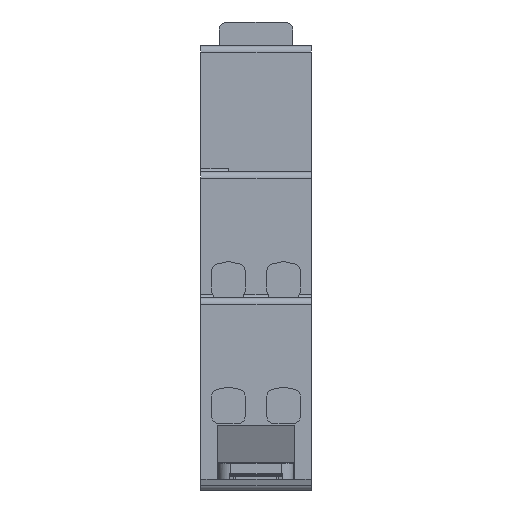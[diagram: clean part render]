
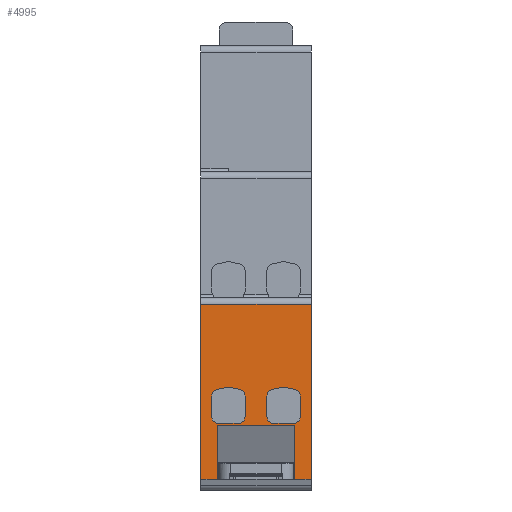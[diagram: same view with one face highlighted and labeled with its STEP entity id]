
A CAD part, front view. The second image highlights one B-rep face of the part: STEP entity #4995.
In plain terms, the highlighted planar face has unit normal (0, -1, 0).
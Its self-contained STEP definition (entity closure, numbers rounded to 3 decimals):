
#4995=ADVANCED_FACE('',(#6072,#6073,#6074),#5603,.T.);
#5603=PLANE('',#17404);
#6072=FACE_BOUND('',#6242,.T.);
#6073=FACE_BOUND('',#6243,.T.);
#6074=FACE_BOUND('',#6244,.T.);
#6242=EDGE_LOOP('',(#7883,#7884,#7885,#7886,#7887,#7888,#7889,#7890));
#6243=EDGE_LOOP('',(#7891,#7892,#7893,#7894,#7895,#7896,#7897,#7898,#7899));
#6244=EDGE_LOOP('',(#7900,#7901,#7902,#7903,#7904,#7905,#7906,#7907,#7908));
#6986=CIRCLE('',#17396,1.1);
#6987=CIRCLE('',#17397,1.1);
#6988=CIRCLE('',#17398,1.1);
#6989=CIRCLE('',#17399,1.1);
#6990=CIRCLE('',#17400,1.1);
#6991=CIRCLE('',#17401,1.1);
#6992=CIRCLE('',#17402,1.1);
#6993=CIRCLE('',#17403,1.1);
#7883=ORIENTED_EDGE('',*,*,#12534,.T.);
#7884=ORIENTED_EDGE('',*,*,#12323,.T.);
#7885=ORIENTED_EDGE('',*,*,#12529,.T.);
#7886=ORIENTED_EDGE('',*,*,#12535,.T.);
#7887=ORIENTED_EDGE('',*,*,#12536,.T.);
#7888=ORIENTED_EDGE('',*,*,#12537,.T.);
#7889=ORIENTED_EDGE('',*,*,#12530,.T.);
#7890=ORIENTED_EDGE('',*,*,#12429,.T.);
#7891=ORIENTED_EDGE('',*,*,#12538,.T.);
#7892=ORIENTED_EDGE('',*,*,#12539,.T.);
#7893=ORIENTED_EDGE('',*,*,#12540,.T.);
#7894=ORIENTED_EDGE('',*,*,#12541,.T.);
#7895=ORIENTED_EDGE('',*,*,#12542,.T.);
#7896=ORIENTED_EDGE('',*,*,#12543,.T.);
#7897=ORIENTED_EDGE('',*,*,#12544,.T.);
#7898=ORIENTED_EDGE('',*,*,#12545,.T.);
#7899=ORIENTED_EDGE('',*,*,#12546,.T.);
#7900=ORIENTED_EDGE('',*,*,#12547,.T.);
#7901=ORIENTED_EDGE('',*,*,#12548,.T.);
#7902=ORIENTED_EDGE('',*,*,#12549,.T.);
#7903=ORIENTED_EDGE('',*,*,#12550,.T.);
#7904=ORIENTED_EDGE('',*,*,#12551,.T.);
#7905=ORIENTED_EDGE('',*,*,#12552,.T.);
#7906=ORIENTED_EDGE('',*,*,#12553,.T.);
#7907=ORIENTED_EDGE('',*,*,#12554,.T.);
#7908=ORIENTED_EDGE('',*,*,#12555,.T.);
#11113=VERTEX_POINT('',#22498);
#11114=VERTEX_POINT('',#22500);
#11197=VERTEX_POINT('',#22721);
#11198=VERTEX_POINT('',#22723);
#11265=VERTEX_POINT('',#22926);
#11266=VERTEX_POINT('',#22928);
#11269=VERTEX_POINT('',#22937);
#11270=VERTEX_POINT('',#22939);
#11271=VERTEX_POINT('',#22942);
#11272=VERTEX_POINT('',#22943);
#11273=VERTEX_POINT('',#22945);
#11274=VERTEX_POINT('',#22947);
#11275=VERTEX_POINT('',#22949);
#11276=VERTEX_POINT('',#22951);
#11277=VERTEX_POINT('',#22953);
#11278=VERTEX_POINT('',#22955);
#11279=VERTEX_POINT('',#22957);
#11280=VERTEX_POINT('',#22960);
#11281=VERTEX_POINT('',#22961);
#11282=VERTEX_POINT('',#22963);
#11283=VERTEX_POINT('',#22965);
#11284=VERTEX_POINT('',#22967);
#11285=VERTEX_POINT('',#22969);
#11286=VERTEX_POINT('',#22971);
#11287=VERTEX_POINT('',#22973);
#11288=VERTEX_POINT('',#22975);
#12323=EDGE_CURVE('',#11114,#11113,#14026,.T.);
#12429=EDGE_CURVE('',#11198,#11197,#14074,.T.);
#12529=EDGE_CURVE('',#11113,#11265,#14152,.T.);
#12530=EDGE_CURVE('',#11266,#11198,#14153,.T.);
#12534=EDGE_CURVE('',#11197,#11114,#14157,.T.);
#12535=EDGE_CURVE('',#11265,#11269,#14158,.T.);
#12536=EDGE_CURVE('',#11269,#11270,#14159,.T.);
#12537=EDGE_CURVE('',#11270,#11266,#14160,.T.);
#12538=EDGE_CURVE('',#11271,#11272,#14161,.T.);
#12539=EDGE_CURVE('',#11272,#11273,#6986,.T.);
#12540=EDGE_CURVE('',#11273,#11274,#14162,.T.);
#12541=EDGE_CURVE('',#11274,#11275,#6987,.T.);
#12542=EDGE_CURVE('',#11275,#11276,#14163,.T.);
#12543=EDGE_CURVE('',#11276,#11277,#6988,.T.);
#12544=EDGE_CURVE('',#11277,#11278,#14164,.T.);
#12545=EDGE_CURVE('',#11278,#11279,#14165,.T.);
#12546=EDGE_CURVE('',#11279,#11271,#6989,.T.);
#12547=EDGE_CURVE('',#11280,#11281,#14166,.T.);
#12548=EDGE_CURVE('',#11281,#11282,#6990,.T.);
#12549=EDGE_CURVE('',#11282,#11283,#14167,.T.);
#12550=EDGE_CURVE('',#11283,#11284,#6991,.T.);
#12551=EDGE_CURVE('',#11284,#11285,#14168,.T.);
#12552=EDGE_CURVE('',#11285,#11286,#6992,.T.);
#12553=EDGE_CURVE('',#11286,#11287,#14169,.T.);
#12554=EDGE_CURVE('',#11287,#11288,#14170,.T.);
#12555=EDGE_CURVE('',#11288,#11280,#6993,.T.);
#14026=LINE('',#22499,#15331);
#14074=LINE('',#22722,#15379);
#14152=LINE('',#22925,#15457);
#14153=LINE('',#22927,#15458);
#14157=LINE('',#22935,#15462);
#14158=LINE('',#22936,#15463);
#14159=LINE('',#22938,#15464);
#14160=LINE('',#22940,#15465);
#14161=LINE('',#22941,#15466);
#14162=LINE('',#22946,#15467);
#14163=LINE('',#22950,#15468);
#14164=LINE('',#22954,#15469);
#14165=LINE('',#22956,#15470);
#14166=LINE('',#22959,#15471);
#14167=LINE('',#22964,#15472);
#14168=LINE('',#22968,#15473);
#14169=LINE('',#22972,#15474);
#14170=LINE('',#22974,#15475);
#15331=VECTOR('',#18603,1.);
#15379=VECTOR('',#18777,1.);
#15457=VECTOR('',#18963,1.);
#15458=VECTOR('',#18964,1.);
#15462=VECTOR('',#18970,1.);
#15463=VECTOR('',#18971,1.);
#15464=VECTOR('',#18972,1.);
#15465=VECTOR('',#18973,1.);
#15466=VECTOR('',#18974,1.);
#15467=VECTOR('',#18977,1.);
#15468=VECTOR('',#18980,1.);
#15469=VECTOR('',#18983,1.);
#15470=VECTOR('',#18984,1.);
#15471=VECTOR('',#18987,1.);
#15472=VECTOR('',#18990,1.);
#15473=VECTOR('',#18993,1.);
#15474=VECTOR('',#18996,1.);
#15475=VECTOR('',#18997,1.);
#17396=AXIS2_PLACEMENT_3D('',#22944,#18975,#18976);
#17397=AXIS2_PLACEMENT_3D('',#22948,#18978,#18979);
#17398=AXIS2_PLACEMENT_3D('',#22952,#18981,#18982);
#17399=AXIS2_PLACEMENT_3D('',#22958,#18985,#18986);
#17400=AXIS2_PLACEMENT_3D('',#22962,#18988,#18989);
#17401=AXIS2_PLACEMENT_3D('',#22966,#18991,#18992);
#17402=AXIS2_PLACEMENT_3D('',#22970,#18994,#18995);
#17403=AXIS2_PLACEMENT_3D('',#22976,#18998,#18999);
#17404=AXIS2_PLACEMENT_3D('',#22977,#19000,#19001);
#18603=DIRECTION('',(0.,0.,-1.));
#18777=DIRECTION('',(0.,0.,1.));
#18963=DIRECTION('',(1.,0.,0.));
#18964=DIRECTION('',(1.,0.,0.));
#18970=DIRECTION('',(-1.,0.,0.));
#18971=DIRECTION('',(0.,0.,1.));
#18972=DIRECTION('',(1.,0.,0.));
#18973=DIRECTION('',(0.,0.,-1.));
#18974=DIRECTION('',(0.,0.,-1.));
#18975=DIRECTION('',(0.,1.,0.));
#18976=DIRECTION('',(1.,0.,0.));
#18977=DIRECTION('',(-1.,0.,0.));
#18978=DIRECTION('',(0.,1.,0.));
#18979=DIRECTION('',(1.,0.,0.));
#18980=DIRECTION('',(0.,0.,1.));
#18981=DIRECTION('',(0.,1.,0.));
#18982=DIRECTION('',(1.,0.,0.));
#18983=DIRECTION('',(0.979,0.,0.205));
#18984=DIRECTION('',(0.979,0.,-0.205));
#18985=DIRECTION('',(0.,1.,0.));
#18986=DIRECTION('',(1.,0.,0.));
#18987=DIRECTION('',(0.,0.,-1.));
#18988=DIRECTION('',(0.,1.,0.));
#18989=DIRECTION('',(1.,0.,0.));
#18990=DIRECTION('',(-1.,0.,0.));
#18991=DIRECTION('',(0.,1.,0.));
#18992=DIRECTION('',(1.,0.,0.));
#18993=DIRECTION('',(0.,0.,1.));
#18994=DIRECTION('',(0.,1.,0.));
#18995=DIRECTION('',(1.,0.,0.));
#18996=DIRECTION('',(0.979,0.,0.205));
#18997=DIRECTION('',(0.979,0.,-0.205));
#18998=DIRECTION('',(0.,1.,0.));
#18999=DIRECTION('',(1.,0.,0.));
#19000=DIRECTION('',(0.,-1.,0.));
#19001=DIRECTION('',(-1.,0.,0.));
#22498=CARTESIAN_POINT('',(-8.8,-14.404,-35.596));
#22499=CARTESIAN_POINT('',(-8.8,-14.404,-32.296));
#22500=CARTESIAN_POINT('',(-8.8,-14.404,-7.696));
#22721=CARTESIAN_POINT('',(8.8,-14.404,-7.696));
#22722=CARTESIAN_POINT('',(8.8,-14.404,-35.596));
#22723=CARTESIAN_POINT('',(8.8,-14.404,-35.596));
#22925=CARTESIAN_POINT('',(-8.8,-14.404,-35.596));
#22926=CARTESIAN_POINT('',(-6.15,-14.404,-35.596));
#22927=CARTESIAN_POINT('',(-8.8,-14.404,-35.596));
#22928=CARTESIAN_POINT('',(6.15,-14.404,-35.596));
#22935=CARTESIAN_POINT('',(-8.8,-14.404,-7.696));
#22936=CARTESIAN_POINT('',(-6.15,-14.404,-35.596));
#22937=CARTESIAN_POINT('',(-6.15,-14.404,-26.996));
#22938=CARTESIAN_POINT('',(-8.8,-14.404,-26.996));
#22939=CARTESIAN_POINT('',(6.15,-14.404,-26.996));
#22940=CARTESIAN_POINT('',(6.15,-14.404,-35.596));
#22941=CARTESIAN_POINT('',(-1.75,-14.404,-35.596));
#22942=CARTESIAN_POINT('',(-1.75,-14.404,-22.334));
#22943=CARTESIAN_POINT('',(-1.75,-14.404,-25.596));
#22944=CARTESIAN_POINT('',(-2.85,-14.404,-25.596));
#22945=CARTESIAN_POINT('',(-2.85,-14.404,-26.696));
#22946=CARTESIAN_POINT('',(-8.8,-14.404,-26.696));
#22947=CARTESIAN_POINT('',(-5.95,-14.404,-26.696));
#22948=CARTESIAN_POINT('',(-5.95,-14.404,-25.596));
#22949=CARTESIAN_POINT('',(-7.05,-14.404,-25.596));
#22950=CARTESIAN_POINT('',(-7.05,-14.404,-35.596));
#22951=CARTESIAN_POINT('',(-7.05,-14.404,-22.334));
#22952=CARTESIAN_POINT('',(-5.95,-14.404,-22.334));
#22953=CARTESIAN_POINT('',(-6.175,-14.404,-21.257));
#22954=CARTESIAN_POINT('',(-11.565,-14.404,-22.385));
#22955=CARTESIAN_POINT('',(-4.4,-14.404,-20.885));
#22956=CARTESIAN_POINT('',(-5.666,-14.404,-20.621));
#22957=CARTESIAN_POINT('',(-2.625,-14.404,-21.257));
#22958=CARTESIAN_POINT('',(-2.85,-14.404,-22.334));
#22959=CARTESIAN_POINT('',(7.05,-14.404,-35.596));
#22960=CARTESIAN_POINT('',(7.05,-14.404,-22.334));
#22961=CARTESIAN_POINT('',(7.05,-14.404,-25.596));
#22962=CARTESIAN_POINT('',(5.95,-14.404,-25.596));
#22963=CARTESIAN_POINT('',(5.95,-14.404,-26.696));
#22964=CARTESIAN_POINT('',(-8.8,-14.404,-26.696));
#22965=CARTESIAN_POINT('',(2.85,-14.404,-26.696));
#22966=CARTESIAN_POINT('',(2.85,-14.404,-25.596));
#22967=CARTESIAN_POINT('',(1.75,-14.404,-25.596));
#22968=CARTESIAN_POINT('',(1.75,-14.404,-35.596));
#22969=CARTESIAN_POINT('',(1.75,-14.404,-22.334));
#22970=CARTESIAN_POINT('',(2.85,-14.404,-22.334));
#22971=CARTESIAN_POINT('',(2.625,-14.404,-21.257));
#22972=CARTESIAN_POINT('',(-11.196,-14.404,-24.15));
#22973=CARTESIAN_POINT('',(4.4,-14.404,-20.885));
#22974=CARTESIAN_POINT('',(-5.296,-14.404,-18.856));
#22975=CARTESIAN_POINT('',(6.175,-14.404,-21.257));
#22976=CARTESIAN_POINT('',(5.95,-14.404,-22.334));
#22977=CARTESIAN_POINT('',(-8.8,-14.404,-35.596));
